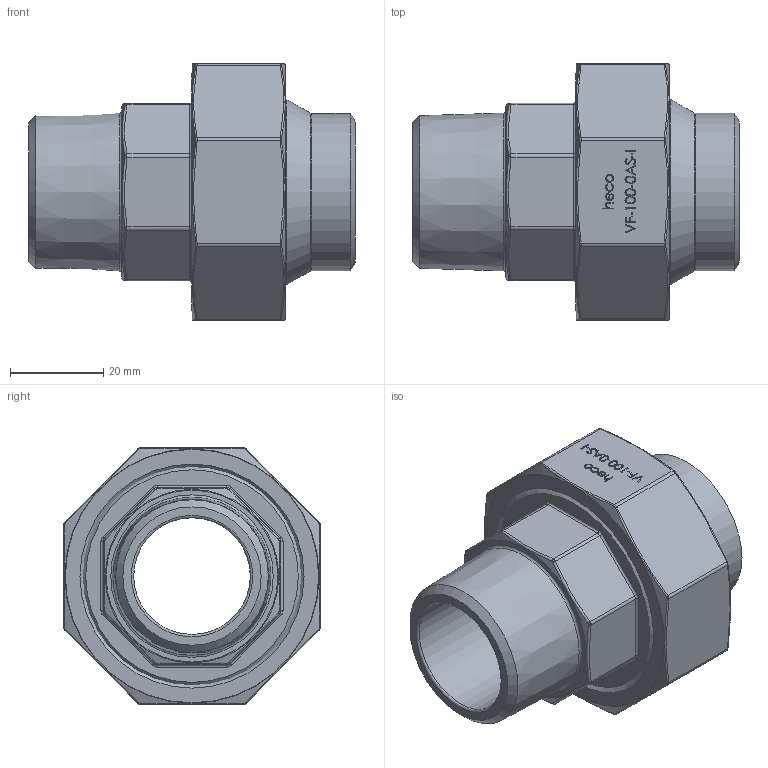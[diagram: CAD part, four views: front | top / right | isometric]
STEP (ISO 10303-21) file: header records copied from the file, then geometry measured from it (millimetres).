
FILE_DESCRIPTION (( 'STEP AP214' ), '1' );
FILE_NAME ('VF-100-0AS-I Verschraubung flach 2301.STEP', '2023-01-25T09:51:55', ( '' ), ( '' ), 'SwSTEP 2.0', 'SolidWorks 2019', '' );
FILE_SCHEMA (( 'AUTOMOTIVE_DESIGN' ));
Length unit declared in the file: millimetre
Products named in the file (1): VF-100-0AS-I Verschraubung flach 2301
Bounding box: 70 x 55 x 55.04 mm (x, y, z)
Volume: 55029.6 mm3; surface area: 27780.2 mm2
Topology: 4 solids, 4 shells, 326 faces, 785 edges, 494 vertices
Faces by surface type: bspline 125, plane 116, cylinder 37, torus 35, cone 13
Full cylindrical faces by diameter (mm): 25 x1, 26 x1, 30 x1, 33.7 x1, 34 x2, 35 x1, 42 x1, 42.5 x1, 45.5 x2, 45.84 x1, 48 x1
Entity records: 18099 total; most frequent: CARTESIAN_POINT 7994, ORIENTED_EDGE 1428, DIRECTION 1012, EDGE_CURVE 714, VERTEX_POINT 476, EDGE_LOOP 414, FACE_OUTER_BOUND 366, AXIS2_PLACEMENT_3D 346
